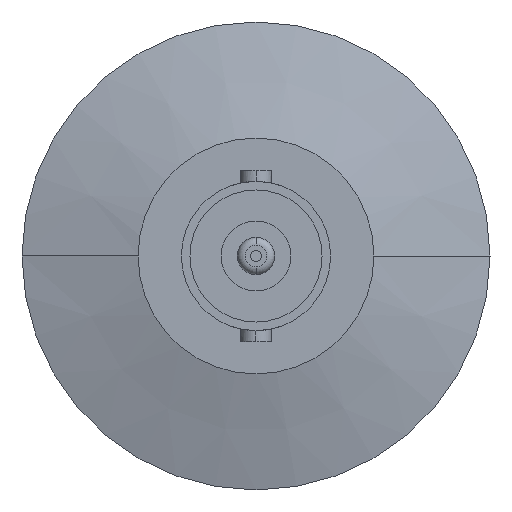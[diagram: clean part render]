
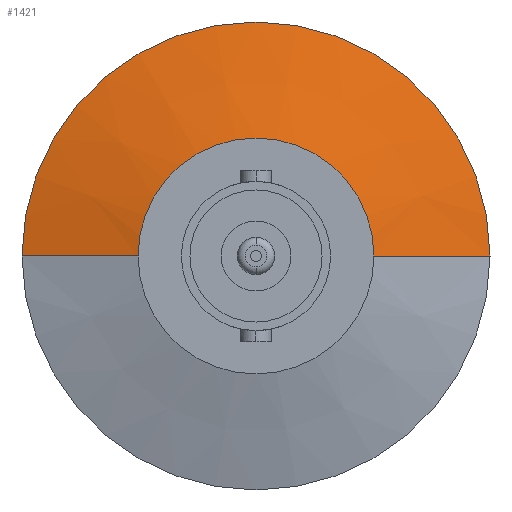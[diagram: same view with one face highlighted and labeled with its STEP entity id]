
A CAD part, front view. The second image highlights one B-rep face of the part: STEP entity #1421.
In plain terms, the highlighted conical face has half-angle 75 degrees and reference radius 7.586 mm.
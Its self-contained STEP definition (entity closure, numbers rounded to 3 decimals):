
#84 = CIRCLE ( 'NONE', #925, 7.586 ) ;
#96 = DIRECTION ( 'NONE',  ( 1., 0., 0. ) ) ;
#153 = VERTEX_POINT ( 'NONE', #1403 ) ;
#166 = EDGE_CURVE ( 'NONE', #153, #574, #171, .T. ) ;
#171 = LINE ( 'NONE', #622, #1265 ) ;
#292 = VERTEX_POINT ( 'NONE', #1115 ) ;
#310 = DIRECTION ( 'NONE',  ( 0., 0., -1. ) ) ;
#314 = CARTESIAN_POINT ( 'NONE',  ( 5., 0., -7.586 ) ) ;
#316 = EDGE_CURVE ( 'NONE', #292, #574, #794, .T. ) ;
#410 = VECTOR ( 'NONE', #885, 1000. ) ;
#413 = DIRECTION ( 'NONE',  ( -1., 0., 0. ) ) ;
#441 = DIRECTION ( 'NONE',  ( 0., 0., -1. ) ) ;
#468 = CONICAL_SURFACE ( 'NONE', #1109, 7.586, 1.309 ) ;
#480 = EDGE_CURVE ( 'NONE', #596, #153, #84, .T. ) ;
#511 = DIRECTION ( 'NONE',  ( -0.259, 0., 0.966 ) ) ;
#574 = VERTEX_POINT ( 'NONE', #841 ) ;
#596 = VERTEX_POINT ( 'NONE', #314 ) ;
#600 = EDGE_CURVE ( 'NONE', #596, #292, #1331, .T. ) ;
#622 = CARTESIAN_POINT ( 'NONE',  ( 5., 0., 7.586 ) ) ;
#637 = FACE_OUTER_BOUND ( 'NONE', #1256, .T. ) ;
#649 = DIRECTION ( 'NONE',  ( 0., 0., 1. ) ) ;
#742 = ORIENTED_EDGE ( 'NONE', *, *, #316, .T. ) ;
#783 = CARTESIAN_POINT ( 'NONE',  ( 5., 0., -7.586 ) ) ;
#787 = ORIENTED_EDGE ( 'NONE', *, *, #480, .F. ) ;
#788 = DIRECTION ( 'NONE',  ( 1., 0., 0. ) ) ;
#794 = CIRCLE ( 'NONE', #865, 15.05 ) ;
#841 = CARTESIAN_POINT ( 'NONE',  ( 3., 0., 15.05 ) ) ;
#865 = AXIS2_PLACEMENT_3D ( 'NONE', #989, #96, #310 ) ;
#885 = DIRECTION ( 'NONE',  ( -0.259, 0., -0.966 ) ) ;
#925 = AXIS2_PLACEMENT_3D ( 'NONE', #1343, #788, #441 ) ;
#978 = ORIENTED_EDGE ( 'NONE', *, *, #166, .F. ) ;
#989 = CARTESIAN_POINT ( 'NONE',  ( 3., 0., 0. ) ) ;
#1109 = AXIS2_PLACEMENT_3D ( 'NONE', #1304, #413, #649 ) ;
#1115 = CARTESIAN_POINT ( 'NONE',  ( 3., 0., -15.05 ) ) ;
#1256 = EDGE_LOOP ( 'NONE', ( #787, #1419, #742, #978 ) ) ;
#1265 = VECTOR ( 'NONE', #511, 1000. ) ;
#1304 = CARTESIAN_POINT ( 'NONE',  ( 5., 0., 0. ) ) ;
#1331 = LINE ( 'NONE', #783, #410 ) ;
#1343 = CARTESIAN_POINT ( 'NONE',  ( 5., 0., 0. ) ) ;
#1403 = CARTESIAN_POINT ( 'NONE',  ( 5., 0., 7.586 ) ) ;
#1419 = ORIENTED_EDGE ( 'NONE', *, *, #600, .T. ) ;
#1421 = ADVANCED_FACE ( 'NONE', ( #637 ), #468, .T. ) ;
